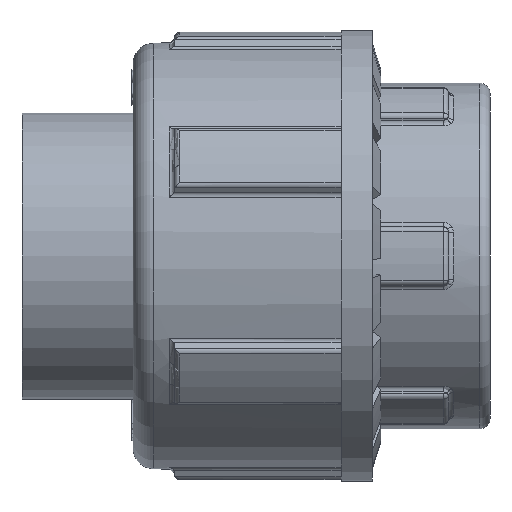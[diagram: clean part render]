
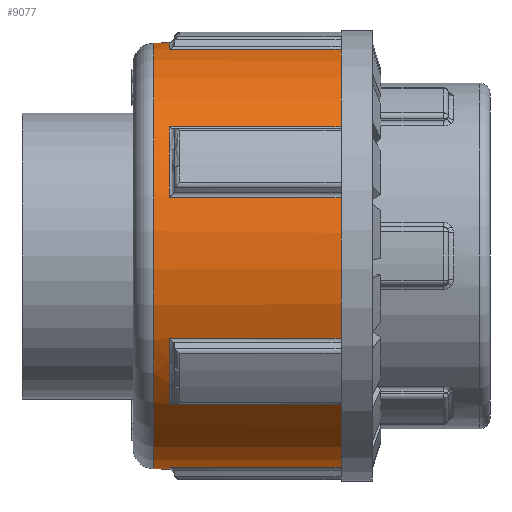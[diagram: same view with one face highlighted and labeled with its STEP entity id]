
A CAD part, front view. The second image highlights one B-rep face of the part: STEP entity #9077.
In plain terms, the highlighted cylindrical face has radius 20.5 mm (diameter 41 mm), a full revolution.
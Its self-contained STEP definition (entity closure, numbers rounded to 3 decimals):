
#396=FACE_BOUND('',#3325,.T.);
#988=LINE('',#16239,#1735);
#989=LINE('',#16253,#1736);
#1000=LINE('',#16332,#1747);
#1001=LINE('',#16348,#1748);
#1002=LINE('',#16366,#1749);
#1003=LINE('',#16370,#1750);
#1004=LINE('',#16374,#1751);
#1005=LINE('',#16378,#1752);
#1006=LINE('',#16382,#1753);
#1007=LINE('',#16386,#1754);
#1008=LINE('',#16390,#1755);
#1009=LINE('',#16394,#1756);
#1735=VECTOR('',#11655,10.);
#1736=VECTOR('',#11658,10.);
#1747=VECTOR('',#11709,10.);
#1748=VECTOR('',#11716,10.);
#1749=VECTOR('',#11727,10.);
#1750=VECTOR('',#11730,10.);
#1751=VECTOR('',#11733,10.);
#1752=VECTOR('',#11736,10.);
#1753=VECTOR('',#11739,10.);
#1754=VECTOR('',#11742,10.);
#1755=VECTOR('',#11745,10.);
#1756=VECTOR('',#11748,10.);
#1974=CYLINDRICAL_SURFACE('',#9767,20.5);
#2740=FACE_OUTER_BOUND('',#3324,.T.);
#3324=EDGE_LOOP('',(#7955,#7956,#7957,#7958,#7959,#7960,#7961,#7962,#7963,
#7964,#7965,#7966,#7967,#7968,#7969,#7970,#7971,#7972,#7973,#7974,#7975,
#7976,#7977,#7978));
#3325=EDGE_LOOP('',(#7979));
#3676=CIRCLE('',#9744,20.5);
#3684=CIRCLE('',#9766,20.5);
#3685=CIRCLE('',#9768,20.5);
#3686=CIRCLE('',#9769,20.5);
#3687=CIRCLE('',#9770,20.5);
#3688=CIRCLE('',#9771,20.5);
#3689=CIRCLE('',#9772,20.5);
#3690=CIRCLE('',#9773,20.5);
#3691=CIRCLE('',#9774,20.5);
#3692=CIRCLE('',#9775,20.5);
#3693=CIRCLE('',#9776,20.5);
#3694=CIRCLE('',#9777,20.5);
#3695=CIRCLE('',#9778,20.5);
#4430=VERTEX_POINT('',#16236);
#4431=VERTEX_POINT('',#16238);
#4432=VERTEX_POINT('',#16251);
#4433=VERTEX_POINT('',#16252);
#4450=VERTEX_POINT('',#16330);
#4451=VERTEX_POINT('',#16331);
#4452=VERTEX_POINT('',#16345);
#4453=VERTEX_POINT('',#16347);
#4454=VERTEX_POINT('',#16363);
#4455=VERTEX_POINT('',#16365);
#4456=VERTEX_POINT('',#16367);
#4457=VERTEX_POINT('',#16369);
#4458=VERTEX_POINT('',#16371);
#4459=VERTEX_POINT('',#16373);
#4460=VERTEX_POINT('',#16375);
#4461=VERTEX_POINT('',#16377);
#4462=VERTEX_POINT('',#16379);
#4463=VERTEX_POINT('',#16381);
#4464=VERTEX_POINT('',#16383);
#4465=VERTEX_POINT('',#16385);
#4466=VERTEX_POINT('',#16387);
#4467=VERTEX_POINT('',#16389);
#4468=VERTEX_POINT('',#16391);
#4469=VERTEX_POINT('',#16393);
#4470=VERTEX_POINT('',#16396);
#5625=EDGE_CURVE('',#4430,#4431,#988,.T.);
#5627=EDGE_CURVE('',#4432,#4433,#989,.T.);
#5630=EDGE_CURVE('',#4431,#4432,#3676,.T.);
#5653=EDGE_CURVE('',#4450,#4451,#1000,.T.);
#5657=EDGE_CURVE('',#4452,#4453,#1001,.T.);
#5659=EDGE_CURVE('',#4453,#4450,#3684,.T.);
#5660=EDGE_CURVE('',#4430,#4451,#3685,.T.);
#5661=EDGE_CURVE('',#4452,#4454,#3686,.T.);
#5662=EDGE_CURVE('',#4455,#4454,#1002,.T.);
#5663=EDGE_CURVE('',#4456,#4455,#3687,.T.);
#5664=EDGE_CURVE('',#4457,#4456,#1003,.T.);
#5665=EDGE_CURVE('',#4457,#4458,#3688,.T.);
#5666=EDGE_CURVE('',#4459,#4458,#1004,.T.);
#5667=EDGE_CURVE('',#4460,#4459,#3689,.T.);
#5668=EDGE_CURVE('',#4461,#4460,#1005,.T.);
#5669=EDGE_CURVE('',#4461,#4462,#3690,.T.);
#5670=EDGE_CURVE('',#4463,#4462,#1006,.T.);
#5671=EDGE_CURVE('',#4464,#4463,#3691,.T.);
#5672=EDGE_CURVE('',#4465,#4464,#1007,.T.);
#5673=EDGE_CURVE('',#4465,#4466,#3692,.T.);
#5674=EDGE_CURVE('',#4467,#4466,#1008,.T.);
#5675=EDGE_CURVE('',#4468,#4467,#3693,.T.);
#5676=EDGE_CURVE('',#4469,#4468,#1009,.T.);
#5677=EDGE_CURVE('',#4469,#4433,#3694,.T.);
#5678=EDGE_CURVE('',#4470,#4470,#3695,.T.);
#7955=ORIENTED_EDGE('',*,*,#5625,.F.);
#7956=ORIENTED_EDGE('',*,*,#5660,.T.);
#7957=ORIENTED_EDGE('',*,*,#5653,.F.);
#7958=ORIENTED_EDGE('',*,*,#5659,.F.);
#7959=ORIENTED_EDGE('',*,*,#5657,.F.);
#7960=ORIENTED_EDGE('',*,*,#5661,.T.);
#7961=ORIENTED_EDGE('',*,*,#5662,.F.);
#7962=ORIENTED_EDGE('',*,*,#5663,.F.);
#7963=ORIENTED_EDGE('',*,*,#5664,.F.);
#7964=ORIENTED_EDGE('',*,*,#5665,.T.);
#7965=ORIENTED_EDGE('',*,*,#5666,.F.);
#7966=ORIENTED_EDGE('',*,*,#5667,.F.);
#7967=ORIENTED_EDGE('',*,*,#5668,.F.);
#7968=ORIENTED_EDGE('',*,*,#5669,.T.);
#7969=ORIENTED_EDGE('',*,*,#5670,.F.);
#7970=ORIENTED_EDGE('',*,*,#5671,.F.);
#7971=ORIENTED_EDGE('',*,*,#5672,.F.);
#7972=ORIENTED_EDGE('',*,*,#5673,.T.);
#7973=ORIENTED_EDGE('',*,*,#5674,.F.);
#7974=ORIENTED_EDGE('',*,*,#5675,.F.);
#7975=ORIENTED_EDGE('',*,*,#5676,.F.);
#7976=ORIENTED_EDGE('',*,*,#5677,.T.);
#7977=ORIENTED_EDGE('',*,*,#5627,.F.);
#7978=ORIENTED_EDGE('',*,*,#5630,.F.);
#7979=ORIENTED_EDGE('',*,*,#5678,.F.);
#9077=ADVANCED_FACE('',(#2740,#396),#1974,.T.);
#9744=AXIS2_PLACEMENT_3D('',#16266,#11663,#11664);
#9766=AXIS2_PLACEMENT_3D('',#16360,#11719,#11720);
#9767=AXIS2_PLACEMENT_3D('',#16361,#11721,#11722);
#9768=AXIS2_PLACEMENT_3D('',#16362,#11723,#11724);
#9769=AXIS2_PLACEMENT_3D('',#16364,#11725,#11726);
#9770=AXIS2_PLACEMENT_3D('',#16368,#11728,#11729);
#9771=AXIS2_PLACEMENT_3D('',#16372,#11731,#11732);
#9772=AXIS2_PLACEMENT_3D('',#16376,#11734,#11735);
#9773=AXIS2_PLACEMENT_3D('',#16380,#11737,#11738);
#9774=AXIS2_PLACEMENT_3D('',#16384,#11740,#11741);
#9775=AXIS2_PLACEMENT_3D('',#16388,#11743,#11744);
#9776=AXIS2_PLACEMENT_3D('',#16392,#11746,#11747);
#9777=AXIS2_PLACEMENT_3D('',#16395,#11749,#11750);
#9778=AXIS2_PLACEMENT_3D('',#16397,#11751,#11752);
#11655=DIRECTION('',(-1.,0.,0.));
#11658=DIRECTION('',(1.,0.,0.));
#11663=DIRECTION('center_axis',(1.,0.,0.));
#11664=DIRECTION('ref_axis',(0.,0.5,0.866));
#11709=DIRECTION('',(1.,0.,0.));
#11716=DIRECTION('',(-1.,0.,0.));
#11719=DIRECTION('center_axis',(1.,0.,0.));
#11720=DIRECTION('ref_axis',(0.,1.,0.));
#11721=DIRECTION('center_axis',(-1.,0.,0.));
#11722=DIRECTION('ref_axis',(0.,-1.,0.));
#11723=DIRECTION('center_axis',(-1.,0.,0.));
#11724=DIRECTION('ref_axis',(0.,-1.,0.));
#11725=DIRECTION('center_axis',(-1.,0.,0.));
#11726=DIRECTION('ref_axis',(0.,-1.,0.));
#11727=DIRECTION('',(1.,0.,0.));
#11728=DIRECTION('center_axis',(1.,0.,0.));
#11729=DIRECTION('ref_axis',(0.,0.5,-0.866));
#11730=DIRECTION('',(-1.,0.,0.));
#11731=DIRECTION('center_axis',(-1.,0.,0.));
#11732=DIRECTION('ref_axis',(0.,-1.,0.));
#11733=DIRECTION('',(1.,0.,0.));
#11734=DIRECTION('center_axis',(1.,0.,0.));
#11735=DIRECTION('ref_axis',(0.,-0.5,-0.866));
#11736=DIRECTION('',(-1.,0.,0.));
#11737=DIRECTION('center_axis',(-1.,0.,0.));
#11738=DIRECTION('ref_axis',(0.,-1.,0.));
#11739=DIRECTION('',(1.,0.,0.));
#11740=DIRECTION('center_axis',(1.,0.,0.));
#11741=DIRECTION('ref_axis',(0.,-1.,0.));
#11742=DIRECTION('',(-1.,0.,0.));
#11743=DIRECTION('center_axis',(-1.,0.,0.));
#11744=DIRECTION('ref_axis',(0.,-1.,0.));
#11745=DIRECTION('',(1.,0.,0.));
#11746=DIRECTION('center_axis',(1.,0.,0.));
#11747=DIRECTION('ref_axis',(0.,-0.5,0.866));
#11748=DIRECTION('',(-1.,0.,0.));
#11749=DIRECTION('center_axis',(-1.,0.,0.));
#11750=DIRECTION('ref_axis',(0.,-1.,0.));
#11751=DIRECTION('center_axis',(-1.,0.,0.));
#11752=DIRECTION('ref_axis',(0.,1.,0.));
#16236=CARTESIAN_POINT('',(20.,13.372,15.539));
#16238=CARTESIAN_POINT('',(3.5,13.372,15.539));
#16239=CARTESIAN_POINT('',(11.5,13.372,15.539));
#16251=CARTESIAN_POINT('',(3.5,6.771,19.349));
#16252=CARTESIAN_POINT('',(20.,6.771,19.349));
#16253=CARTESIAN_POINT('',(11.5,6.771,19.349));
#16266=CARTESIAN_POINT('Origin',(3.5,0.,0.));
#16330=CARTESIAN_POINT('',(3.5,20.143,3.811));
#16331=CARTESIAN_POINT('',(20.,20.143,3.811));
#16332=CARTESIAN_POINT('',(11.5,20.143,3.811));
#16345=CARTESIAN_POINT('',(20.,20.143,-3.811));
#16347=CARTESIAN_POINT('',(3.5,20.143,-3.811));
#16348=CARTESIAN_POINT('',(11.5,20.143,-3.811));
#16360=CARTESIAN_POINT('Origin',(3.5,0.,0.));
#16361=CARTESIAN_POINT('Origin',(11.5,0.,0.));
#16362=CARTESIAN_POINT('Origin',(20.,0.,0.));
#16363=CARTESIAN_POINT('',(20.,13.372,-15.539));
#16364=CARTESIAN_POINT('Origin',(20.,0.,0.));
#16365=CARTESIAN_POINT('',(3.5,13.372,-15.539));
#16366=CARTESIAN_POINT('',(11.5,13.372,-15.539));
#16367=CARTESIAN_POINT('',(3.5,6.771,-19.349));
#16368=CARTESIAN_POINT('Origin',(3.5,0.,0.));
#16369=CARTESIAN_POINT('',(20.,6.771,-19.349));
#16370=CARTESIAN_POINT('',(11.5,6.771,-19.349));
#16371=CARTESIAN_POINT('',(20.,-6.771,-19.349));
#16372=CARTESIAN_POINT('Origin',(20.,0.,0.));
#16373=CARTESIAN_POINT('',(3.5,-6.771,-19.349));
#16374=CARTESIAN_POINT('',(11.5,-6.771,-19.349));
#16375=CARTESIAN_POINT('',(3.5,-13.372,-15.539));
#16376=CARTESIAN_POINT('Origin',(3.5,0.,0.));
#16377=CARTESIAN_POINT('',(20.,-13.372,-15.539));
#16378=CARTESIAN_POINT('',(11.5,-13.372,-15.539));
#16379=CARTESIAN_POINT('',(20.,-20.143,-3.811));
#16380=CARTESIAN_POINT('Origin',(20.,0.,0.));
#16381=CARTESIAN_POINT('',(3.5,-20.143,-3.811));
#16382=CARTESIAN_POINT('',(11.5,-20.143,-3.811));
#16383=CARTESIAN_POINT('',(3.5,-20.143,3.811));
#16384=CARTESIAN_POINT('Origin',(3.5,0.,0.));
#16385=CARTESIAN_POINT('',(20.,-20.143,3.811));
#16386=CARTESIAN_POINT('',(11.5,-20.143,3.811));
#16387=CARTESIAN_POINT('',(20.,-13.372,15.539));
#16388=CARTESIAN_POINT('Origin',(20.,0.,0.));
#16389=CARTESIAN_POINT('',(3.5,-13.372,15.539));
#16390=CARTESIAN_POINT('',(11.5,-13.372,15.539));
#16391=CARTESIAN_POINT('',(3.5,-6.771,19.349));
#16392=CARTESIAN_POINT('Origin',(3.5,0.,0.));
#16393=CARTESIAN_POINT('',(20.,-6.771,19.349));
#16394=CARTESIAN_POINT('',(11.5,-6.771,19.349));
#16395=CARTESIAN_POINT('Origin',(20.,0.,0.));
#16396=CARTESIAN_POINT('',(2.,-20.5,0.));
#16397=CARTESIAN_POINT('Origin',(2.,0.,0.));
